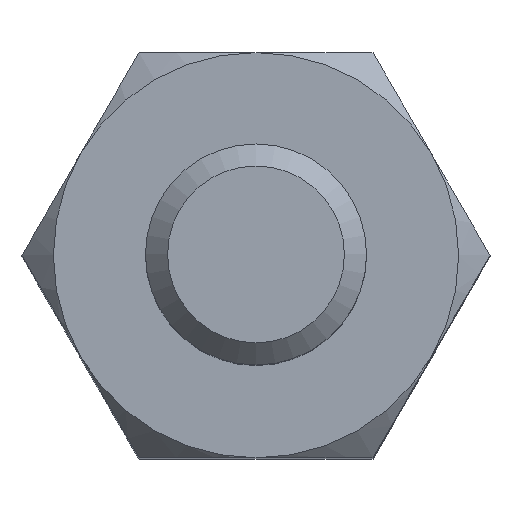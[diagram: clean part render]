
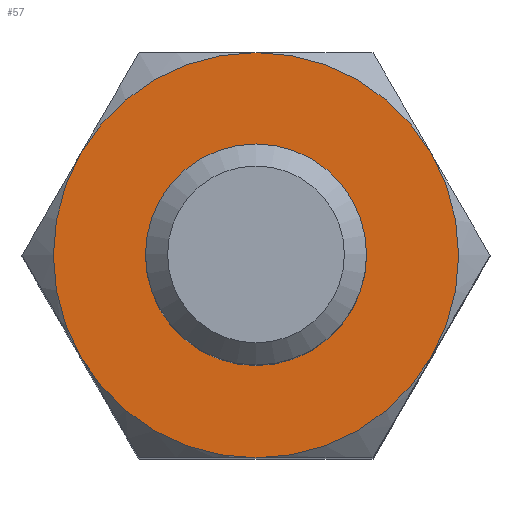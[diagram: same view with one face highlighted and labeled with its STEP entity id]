
A CAD part, top view. The second image highlights one B-rep face of the part: STEP entity #57.
In plain terms, the highlighted planar face has unit normal (0, 0, 1).
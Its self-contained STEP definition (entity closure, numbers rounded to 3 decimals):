
#57 = ADVANCED_FACE( '', ( #138, #139 ), #140, .F. );
#138 = FACE_BOUND( '', #250, .T. );
#139 = FACE_OUTER_BOUND( '', #251, .T. );
#140 = PLANE( '', #252 );
#250 = EDGE_LOOP( '', ( #358 ) );
#251 = EDGE_LOOP( '', ( #359, #360, #361, #362, #363, #364 ) );
#252 = AXIS2_PLACEMENT_3D( '', #365, #366, #367 );
#358 = ORIENTED_EDGE( '', *, *, #586, .T. );
#359 = ORIENTED_EDGE( '', *, *, #587, .T. );
#360 = ORIENTED_EDGE( '', *, *, #588, .T. );
#361 = ORIENTED_EDGE( '', *, *, #589, .T. );
#362 = ORIENTED_EDGE( '', *, *, #590, .T. );
#363 = ORIENTED_EDGE( '', *, *, #591, .T. );
#364 = ORIENTED_EDGE( '', *, *, #592, .T. );
#365 = CARTESIAN_POINT( '', ( 0., 0., 0. ) );
#366 = DIRECTION( '', ( 0., 0., -1. ) );
#367 = DIRECTION( '', ( -1., 0., 0. ) );
#586 = EDGE_CURVE( '', #671, #671, #672, .T. );
#587 = EDGE_CURVE( '', #673, #674, #675, .F. );
#588 = EDGE_CURVE( '', #674, #676, #677, .F. );
#589 = EDGE_CURVE( '', #676, #678, #679, .F. );
#590 = EDGE_CURVE( '', #678, #680, #681, .F. );
#591 = EDGE_CURVE( '', #680, #682, #683, .F. );
#592 = EDGE_CURVE( '', #682, #673, #684, .T. );
#671 = VERTEX_POINT( '', #790 );
#672 = CIRCLE( '', #791, 1.3 );
#673 = VERTEX_POINT( '', #792 );
#674 = VERTEX_POINT( '', #793 );
#675 = CIRCLE( '', #794, 2.75 );
#676 = VERTEX_POINT( '', #795 );
#677 = CIRCLE( '', #796, 2.75 );
#678 = VERTEX_POINT( '', #797 );
#679 = CIRCLE( '', #798, 2.75 );
#680 = VERTEX_POINT( '', #799 );
#681 = CIRCLE( '', #800, 2.75 );
#682 = VERTEX_POINT( '', #801 );
#683 = CIRCLE( '', #802, 2.75 );
#684 = CIRCLE( '', #803, 2.75 );
#790 = CARTESIAN_POINT( '', ( -1.3, 0., 0. ) );
#791 = AXIS2_PLACEMENT_3D( '', #1066, #1067, #1068 );
#792 = CARTESIAN_POINT( '', ( -2.382, 1.375, 0. ) );
#793 = CARTESIAN_POINT( '', ( -2.382, -1.375, 0. ) );
#794 = AXIS2_PLACEMENT_3D( '', #1069, #1070, #1071 );
#795 = CARTESIAN_POINT( '', ( 0., -2.75, 0. ) );
#796 = AXIS2_PLACEMENT_3D( '', #1072, #1073, #1074 );
#797 = CARTESIAN_POINT( '', ( 2.382, -1.375, 0. ) );
#798 = AXIS2_PLACEMENT_3D( '', #1075, #1076, #1077 );
#799 = CARTESIAN_POINT( '', ( 2.382, 1.375, 0. ) );
#800 = AXIS2_PLACEMENT_3D( '', #1078, #1079, #1080 );
#801 = CARTESIAN_POINT( '', ( 0., 2.75, 0. ) );
#802 = AXIS2_PLACEMENT_3D( '', #1081, #1082, #1083 );
#803 = AXIS2_PLACEMENT_3D( '', #1084, #1085, #1086 );
#1066 = CARTESIAN_POINT( '', ( 0., 0., 0. ) );
#1067 = DIRECTION( '', ( 0., 0., -1. ) );
#1068 = DIRECTION( '', ( -1., 0., 0. ) );
#1069 = CARTESIAN_POINT( '', ( 0., 0., 0. ) );
#1070 = DIRECTION( '', ( 0., 0., -1. ) );
#1071 = DIRECTION( '', ( -1., 0., 0. ) );
#1072 = CARTESIAN_POINT( '', ( 0., 0., 0. ) );
#1073 = DIRECTION( '', ( 0., 0., -1. ) );
#1074 = DIRECTION( '', ( -1., 0., 0. ) );
#1075 = CARTESIAN_POINT( '', ( 0., 0., 0. ) );
#1076 = DIRECTION( '', ( 0., 0., -1. ) );
#1077 = DIRECTION( '', ( -1., 0., 0. ) );
#1078 = CARTESIAN_POINT( '', ( 0., 0., 0. ) );
#1079 = DIRECTION( '', ( 0., 0., -1. ) );
#1080 = DIRECTION( '', ( -1., 0., 0. ) );
#1081 = CARTESIAN_POINT( '', ( 0., 0., 0. ) );
#1082 = DIRECTION( '', ( 0., 0., -1. ) );
#1083 = DIRECTION( '', ( -1., 0., 0. ) );
#1084 = CARTESIAN_POINT( '', ( 0., 0., 0. ) );
#1085 = DIRECTION( '', ( 0., 0., 1. ) );
#1086 = DIRECTION( '', ( 1., 0., 0. ) );
